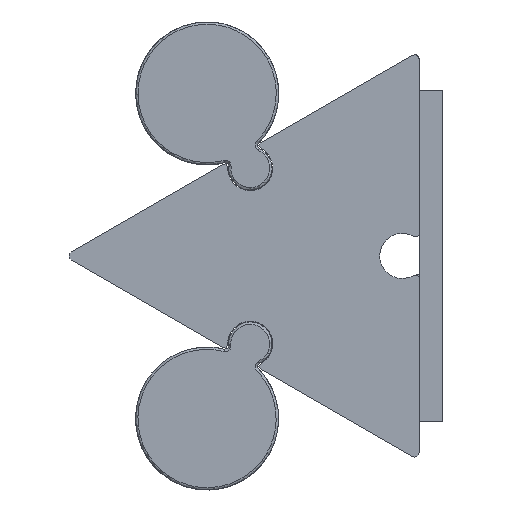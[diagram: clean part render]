
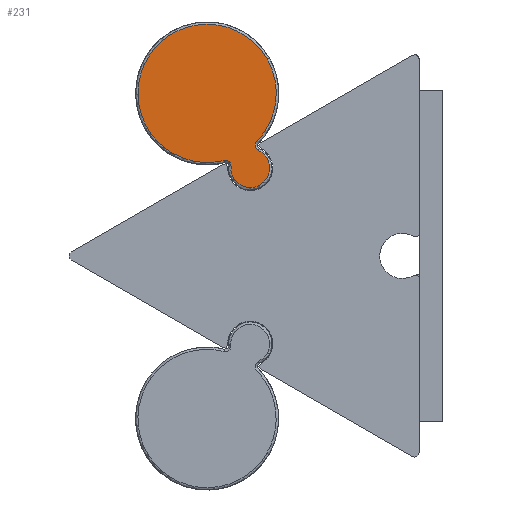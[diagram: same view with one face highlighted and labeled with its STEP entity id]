
A CAD part, front view. The second image highlights one B-rep face of the part: STEP entity #231.
In plain terms, the highlighted planar face has unit normal (0, -1, 0).
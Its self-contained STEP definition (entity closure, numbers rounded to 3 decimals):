
#231=ADVANCED_FACE('',(#352),#1931,.T.);
#352=FACE_OUTER_BOUND('',#473,.T.);
#473=EDGE_LOOP('',(#989,#990,#991,#992,#993,#994,#995));
#989=ORIENTED_EDGE('',*,*,#1352,.T.);
#990=ORIENTED_EDGE('',*,*,#1355,.T.);
#991=ORIENTED_EDGE('',*,*,#1348,.T.);
#992=ORIENTED_EDGE('',*,*,#1351,.T.);
#993=ORIENTED_EDGE('',*,*,#1359,.T.);
#994=ORIENTED_EDGE('',*,*,#1356,.T.);
#995=ORIENTED_EDGE('',*,*,#1360,.T.);
#1348=EDGE_CURVE('',#1825,#1828,#1620,.T.);
#1351=EDGE_CURVE('',#1828,#1827,#1623,.T.);
#1352=EDGE_CURVE('',#1824,#1829,#1624,.T.);
#1355=EDGE_CURVE('',#1829,#1825,#1627,.T.);
#1356=EDGE_CURVE('',#1830,#1826,#1628,.T.);
#1359=EDGE_CURVE('',#1827,#1830,#1631,.T.);
#1360=EDGE_CURVE('',#1826,#1824,#1632,.T.);
#1620=(
BOUNDED_CURVE()
B_SPLINE_CURVE(2,(#5403,#5404,#5405),.UNSPECIFIED.,.F.,.F.)
B_SPLINE_CURVE_WITH_KNOTS((3,3),(0.,1.498),.UNSPECIFIED.)
CURVE()
GEOMETRIC_REPRESENTATION_ITEM()
RATIONAL_B_SPLINE_CURVE((1.,0.797,1.))
REPRESENTATION_ITEM('')
);
#1623=(
BOUNDED_CURVE()
B_SPLINE_CURVE(2,(#5416,#5417,#5418),.UNSPECIFIED.,.F.,.F.)
B_SPLINE_CURVE_WITH_KNOTS((3,3),(1.498,2.222),
 .UNSPECIFIED.)
CURVE()
GEOMETRIC_REPRESENTATION_ITEM()
RATIONAL_B_SPLINE_CURVE((1.,0.951,1.))
REPRESENTATION_ITEM('')
);
#1624=(
BOUNDED_CURVE()
B_SPLINE_CURVE(2,(#5419,#5420,#5421),.UNSPECIFIED.,.F.,.F.)
B_SPLINE_CURVE_WITH_KNOTS((3,3),(0.,18.94),.UNSPECIFIED.)
CURVE()
GEOMETRIC_REPRESENTATION_ITEM()
RATIONAL_B_SPLINE_CURVE((1.,0.797,1.))
REPRESENTATION_ITEM('')
);
#1627=(
BOUNDED_CURVE()
B_SPLINE_CURVE(2,(#5430,#5431,#5432,#5433,#5434,#5435,#5436,#5437,#5438),
 .UNSPECIFIED.,.F.,.F.)
B_SPLINE_CURVE_WITH_KNOTS((3,2,2,2,3),(18.94,35.139,
51.338,67.537,83.735),.UNSPECIFIED.)
CURVE()
GEOMETRIC_REPRESENTATION_ITEM()
RATIONAL_B_SPLINE_CURVE((1.,0.85,1.,0.85,1.,0.85,
1.,0.85,1.))
REPRESENTATION_ITEM('')
);
#1628=(
BOUNDED_CURVE()
B_SPLINE_CURVE(2,(#5439,#5440,#5441),.UNSPECIFIED.,.F.,.F.)
B_SPLINE_CURVE_WITH_KNOTS((3,3),(15.439,18.011),
 .UNSPECIFIED.)
CURVE()
GEOMETRIC_REPRESENTATION_ITEM()
RATIONAL_B_SPLINE_CURVE((1.,0.951,1.))
REPRESENTATION_ITEM('')
);
#1631=(
BOUNDED_CURVE()
B_SPLINE_CURVE(2,(#5450,#5451,#5452,#5453,#5454,#5455,#5456,#5457,#5458),
 .UNSPECIFIED.,.F.,.F.)
B_SPLINE_CURVE_WITH_KNOTS((3,2,2,2,3),(0.,3.86,7.72,
11.58,15.439),.UNSPECIFIED.)
CURVE()
GEOMETRIC_REPRESENTATION_ITEM()
RATIONAL_B_SPLINE_CURVE((1.,0.891,1.,0.891,1.,0.891,
1.,0.891,1.))
REPRESENTATION_ITEM('')
);
#1632=(
BOUNDED_CURVE()
B_SPLINE_CURVE(2,(#5459,#5460,#5461,#5462,#5463),.UNSPECIFIED.,.F.,.F.)
B_SPLINE_CURVE_WITH_KNOTS((3,2,3),(0.,1.111,2.222),
 .UNSPECIFIED.)
CURVE()
GEOMETRIC_REPRESENTATION_ITEM()
RATIONAL_B_SPLINE_CURVE((1.,0.886,1.,0.886,1.))
REPRESENTATION_ITEM('')
);
#1824=VERTEX_POINT('',#5309);
#1825=VERTEX_POINT('',#5310);
#1826=VERTEX_POINT('',#5311);
#1827=VERTEX_POINT('',#5312);
#1828=VERTEX_POINT('',#5313);
#1829=VERTEX_POINT('',#5314);
#1830=VERTEX_POINT('',#5315);
#1931=PLANE('',#2070);
#2070=AXIS2_PLACEMENT_3D('',#4730,#2155,$);
#2155=DIRECTION('',(0.,-1.,0.));
#4730=CARTESIAN_POINT('',(-35.188,-554.015,-21.787));
#5309=CARTESIAN_POINT('',(-13.635,-554.015,13.268));
#5310=CARTESIAN_POINT('',(-20.458,-554.015,9.335));
#5311=CARTESIAN_POINT('',(-13.281,-554.015,11.407));
#5312=CARTESIAN_POINT('',(-19.024,-554.015,8.096));
#5313=CARTESIAN_POINT('',(-19.172,-554.015,8.793));
#5314=CARTESIAN_POINT('',(-11.422,-554.015,30.768));
#5315=CARTESIAN_POINT('',(-11.403,-554.015,9.713));
#5403=CARTESIAN_POINT('',(-20.458,-554.015,9.335));
#5404=CARTESIAN_POINT('',(-19.61,-554.015,9.551));
#5405=CARTESIAN_POINT('',(-19.172,-554.015,8.793));
#5416=CARTESIAN_POINT('',(-19.172,-554.015,8.793));
#5417=CARTESIAN_POINT('',(-18.985,-554.015,8.469));
#5418=CARTESIAN_POINT('',(-19.024,-554.015,8.096));
#5419=CARTESIAN_POINT('',(-13.635,-554.015,13.268));
#5420=CARTESIAN_POINT('',(-5.893,-554.015,21.179));
#5421=CARTESIAN_POINT('',(-11.422,-554.015,30.768));
#5430=CARTESIAN_POINT('',(-11.422,-554.015,30.768));
#5431=CARTESIAN_POINT('',(-15.941,-554.015,38.606));
#5432=CARTESIAN_POINT('',(-24.971,-554.015,38.046));
#5433=CARTESIAN_POINT('',(-34.002,-554.015,37.485));
#5434=CARTESIAN_POINT('',(-37.516,-554.015,29.148));
#5435=CARTESIAN_POINT('',(-41.031,-554.015,20.811));
#5436=CARTESIAN_POINT('',(-35.128,-554.015,13.954));
#5437=CARTESIAN_POINT('',(-29.224,-554.015,7.098));
#5438=CARTESIAN_POINT('',(-20.458,-554.015,9.335));
#5439=CARTESIAN_POINT('',(-11.403,-554.015,9.713));
#5440=CARTESIAN_POINT('',(-12.067,-554.015,10.865));
#5441=CARTESIAN_POINT('',(-13.281,-554.015,11.407));
#5450=CARTESIAN_POINT('',(-19.024,-554.015,8.096));
#5451=CARTESIAN_POINT('',(-19.243,-554.015,6.021));
#5452=CARTESIAN_POINT('',(-17.692,-554.015,4.624));
#5453=CARTESIAN_POINT('',(-16.142,-554.015,3.228));
#5454=CARTESIAN_POINT('',(-14.101,-554.015,3.661));
#5455=CARTESIAN_POINT('',(-12.06,-554.015,4.094));
#5456=CARTESIAN_POINT('',(-11.21,-554.015,6.));
#5457=CARTESIAN_POINT('',(-10.36,-554.015,7.905));
#5458=CARTESIAN_POINT('',(-11.403,-554.015,9.713));
#5459=CARTESIAN_POINT('',(-13.281,-554.015,11.407));
#5460=CARTESIAN_POINT('',(-13.832,-554.015,11.653));
#5461=CARTESIAN_POINT('',(-13.944,-554.015,12.245));
#5462=CARTESIAN_POINT('',(-14.057,-554.015,12.838));
#5463=CARTESIAN_POINT('',(-13.635,-554.015,13.268));
